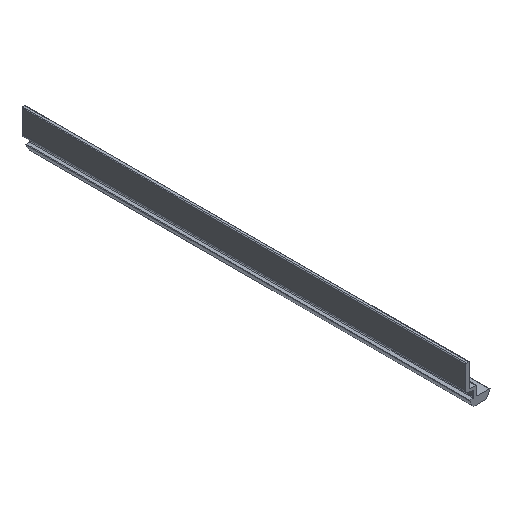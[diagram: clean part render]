
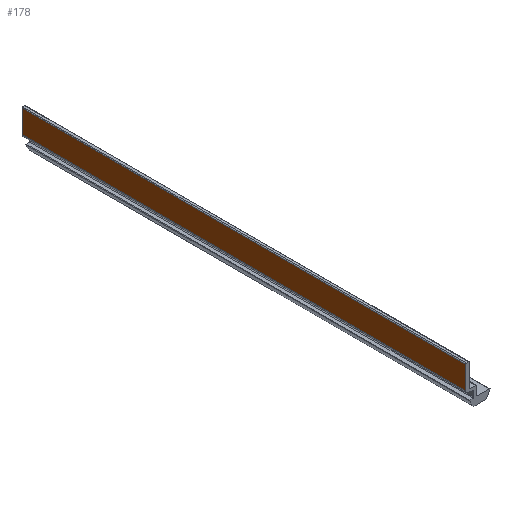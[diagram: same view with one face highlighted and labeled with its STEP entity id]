
A CAD part, isometric view. The second image highlights one B-rep face of the part: STEP entity #178.
In plain terms, the highlighted planar face has unit normal (-1, 0, 0).
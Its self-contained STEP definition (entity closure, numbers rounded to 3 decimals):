
#178=ADVANCED_FACE('',(#262),#263,.T.);
#262=FACE_OUTER_BOUND('',#368,.T.);
#263=PLANE('',#369);
#368=EDGE_LOOP('',(#657,#658,#659,#660));
#369=AXIS2_PLACEMENT_3D('',#661,#662,#663);
#657=ORIENTED_EDGE('',*,*,#956,.F.);
#658=ORIENTED_EDGE('',*,*,#957,.F.);
#659=ORIENTED_EDGE('',*,*,#958,.T.);
#660=ORIENTED_EDGE('',*,*,#954,.T.);
#661=CARTESIAN_POINT('',(-9.5,150.,9.7));
#662=DIRECTION('',(-1.0,0.,0.));
#663=DIRECTION('',(0.,0.,-1.0));
#954=EDGE_CURVE('',#1172,#1170,#1173,.T.);
#956=EDGE_CURVE('',#1175,#1170,#1176,.T.);
#957=EDGE_CURVE('',#1177,#1175,#1178,.T.);
#958=EDGE_CURVE('',#1177,#1172,#1179,.T.);
#1170=VERTEX_POINT('',#1518);
#1172=VERTEX_POINT('',#1520);
#1173=LINE('',#1521,#1522);
#1175=VERTEX_POINT('',#1524);
#1176=LINE('',#1525,#1526);
#1177=VERTEX_POINT('',#1527);
#1178=LINE('',#1528,#1529);
#1179=LINE('',#1530,#1531);
#1518=CARTESIAN_POINT('',(-9.5,-150.0,2.));
#1520=CARTESIAN_POINT('',(-9.5,150.0,2.));
#1521=CARTESIAN_POINT('',(-9.5,150.0,2.));
#1522=VECTOR('',#1771,1.0);
#1524=CARTESIAN_POINT('',(-9.5,-150.,17.4));
#1525=CARTESIAN_POINT('',(-9.5,-150.,9.7));
#1526=VECTOR('',#1775,1.0);
#1527=CARTESIAN_POINT('',(-9.5,150.,17.4));
#1528=CARTESIAN_POINT('',(-9.5,150.,17.4));
#1529=VECTOR('',#1776,1.0);
#1530=CARTESIAN_POINT('',(-9.5,150.,9.7));
#1531=VECTOR('',#1777,1.0);
#1771=DIRECTION('',(0.,-1.0,0.));
#1775=DIRECTION('',(0.,0.,-1.0));
#1776=DIRECTION('',(0.,-1.0,0.));
#1777=DIRECTION('',(0.,0.,-1.0));
